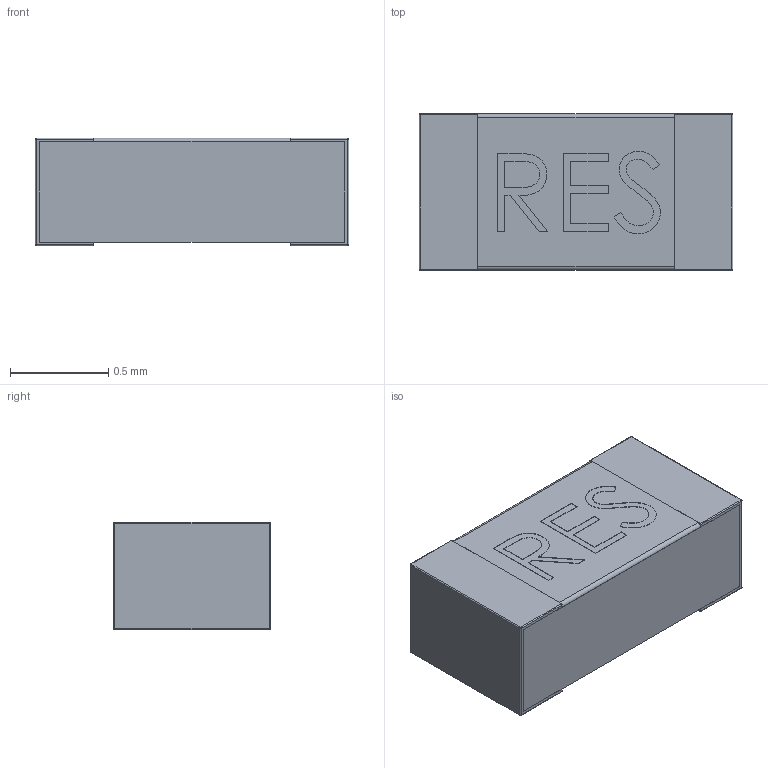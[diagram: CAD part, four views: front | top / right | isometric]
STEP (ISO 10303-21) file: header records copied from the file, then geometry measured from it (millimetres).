
FILE_DESCRIPTION (( 'STEP AP214' ), '1' );
FILE_NAME ('User Library-RESC1608X___.STEP', '2013-10-16T07:13:05', ( 'Windows User' ), ( '' ), 'SwSTEP 2.0', 'SolidWorks 2013', '' );
FILE_SCHEMA (( 'AUTOMOTIVE_DESIGN' ));
Length unit declared in the file: millimetre
Products named in the file (1): User Library-RESC1608X___
Bounding box: 1.6 x 0.8 x 0.55 mm (x, y, z)
Volume: 0.7 mm3; surface area: 6.8 mm2
Topology: 2 solids, 2 shells, 111 faces, 285 edges, 174 vertices
Faces by surface type: plane 65, bspline 20, cylinder 18, sphere 8
Entity records: 5420 total; most frequent: CARTESIAN_POINT 1639, ORIENTED_EDGE 554, DIRECTION 457, EDGE_CURVE 277, LINE 201, VECTOR 201, VERTEX_POINT 174, AXIS2_PLACEMENT_3D 128
